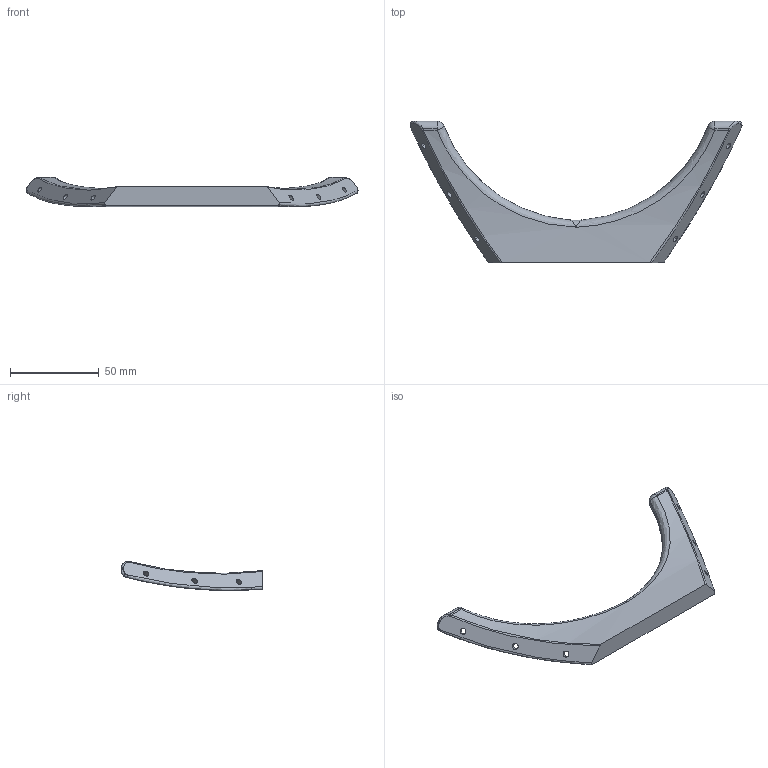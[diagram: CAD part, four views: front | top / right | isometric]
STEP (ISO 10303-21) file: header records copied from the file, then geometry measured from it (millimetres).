
FILE_DESCRIPTION (( 'STEP AP203' ), '1' );
FILE_NAME ('05.2_stabilizer.step', '2021-01-10T11:54:47', ( '' ), ( '' ), 'SwSTEP 2.0', 'SolidWorks 2020', '' );
FILE_SCHEMA (( 'CONFIG_CONTROL_DESIGN' ));
Length unit declared in the file: millimetre
Products named in the file (1): 05.2_stabilizer
Bounding box: 187.56 x 80 x 16.43 mm (x, y, z)
Volume: 48736.8 mm3; surface area: 15303 mm2
Topology: 1 solids, 1 shells, 71 faces, 167 edges, 100 vertices
Faces by surface type: cylinder 41, bspline 15, plane 11, sphere 4
Entity records: 3488 total; most frequent: CARTESIAN_POINT 1919, ORIENTED_EDGE 326, DIRECTION 288, EDGE_CURVE 163, AXIS2_PLACEMENT_3D 121, VERTEX_POINT 100, EDGE_LOOP 89, FACE_OUTER_BOUND 71
